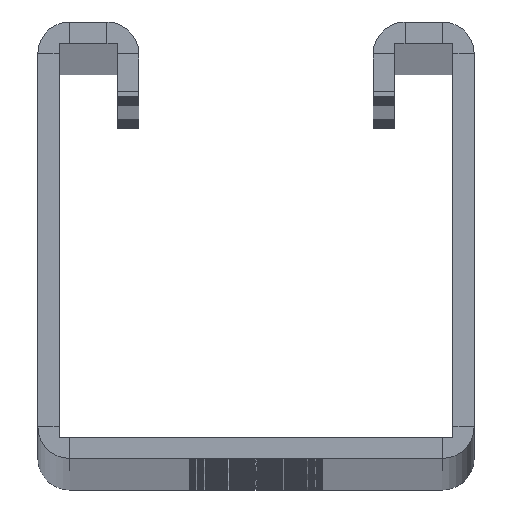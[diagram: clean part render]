
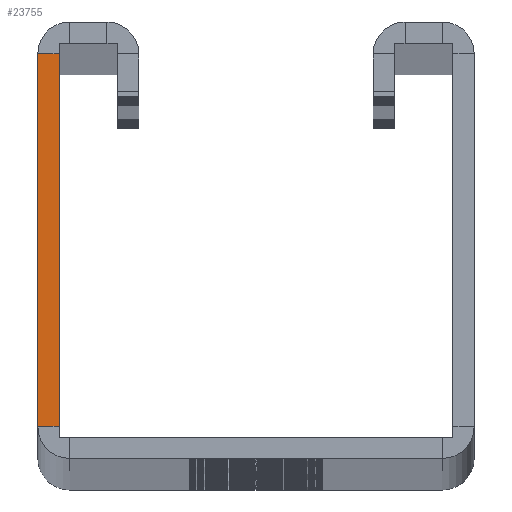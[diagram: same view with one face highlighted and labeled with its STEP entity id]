
A CAD part, top view. The second image highlights one B-rep face of the part: STEP entity #23755.
In plain terms, the highlighted planar face has unit normal (0, 0, 1).
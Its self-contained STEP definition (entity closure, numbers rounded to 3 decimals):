
#1071 = VECTOR ( 'NONE', #49004, 1000. ) ;
#1879 = ORIENTED_EDGE ( 'NONE', *, *, #20403, .T. ) ;
#3590 = VECTOR ( 'NONE', #58674, 1000. ) ;
#6915 = VERTEX_POINT ( 'NONE', #61405 ) ;
#8113 = LINE ( 'NONE', #32867, #41975 ) ;
#9717 = CARTESIAN_POINT ( 'NONE',  ( -17.5, 2., 0. ) ) ;
#11883 = DIRECTION ( 'NONE',  ( 0., 1., 0. ) ) ;
#14110 = FACE_OUTER_BOUND ( 'NONE', #67197, .T. ) ;
#14792 = PLANE ( 'NONE',  #15900 ) ;
#15012 = DIRECTION ( 'NONE',  ( 0., 0., 1. ) ) ;
#15091 = LINE ( 'NONE', #54087, #1071 ) ;
#15753 = VERTEX_POINT ( 'NONE', #18892 ) ;
#15900 = AXIS2_PLACEMENT_3D ( 'NONE', #9717, #15012, #51981 ) ;
#17644 = EDGE_CURVE ( 'NONE', #6915, #52274, #8113, .T. ) ;
#18892 = CARTESIAN_POINT ( 'NONE',  ( -20.5, 38., 0. ) ) ;
#20403 = EDGE_CURVE ( 'NONE', #29493, #6915, #56440, .T. ) ;
#23605 = EDGE_CURVE ( 'NONE', #52274, #15753, #42197, .T. ) ;
#23755 = ADVANCED_FACE ( 'NONE', ( #14110 ), #14792, .T. ) ;
#24310 = ORIENTED_EDGE ( 'NONE', *, *, #17644, .T. ) ;
#26882 = CARTESIAN_POINT ( 'NONE',  ( -18.5, 38., 0. ) ) ;
#27971 = ORIENTED_EDGE ( 'NONE', *, *, #34840, .F. ) ;
#29493 = VERTEX_POINT ( 'NONE', #30697 ) ;
#30697 = CARTESIAN_POINT ( 'NONE',  ( -20.5, 3., 0. ) ) ;
#32867 = CARTESIAN_POINT ( 'NONE',  ( -18.5, 0., 0. ) ) ;
#34840 = EDGE_CURVE ( 'NONE', #29493, #15753, #15091, .T. ) ;
#35575 = DIRECTION ( 'NONE',  ( -1., 0., 0. ) ) ;
#41975 = VECTOR ( 'NONE', #11883, 1000. ) ;
#42197 = LINE ( 'NONE', #55896, #58681 ) ;
#49004 = DIRECTION ( 'NONE',  ( 0., 1., 0. ) ) ;
#50733 = ORIENTED_EDGE ( 'NONE', *, *, #23605, .T. ) ;
#51981 = DIRECTION ( 'NONE',  ( 1., 0., 0. ) ) ;
#52274 = VERTEX_POINT ( 'NONE', #26882 ) ;
#54087 = CARTESIAN_POINT ( 'NONE',  ( -20.5, 0., 0. ) ) ;
#55896 = CARTESIAN_POINT ( 'NONE',  ( -18.5, 38., 0. ) ) ;
#56440 = LINE ( 'NONE', #63531, #3590 ) ;
#58674 = DIRECTION ( 'NONE',  ( 1., 0., 0. ) ) ;
#58681 = VECTOR ( 'NONE', #35575, 1000. ) ;
#61405 = CARTESIAN_POINT ( 'NONE',  ( -18.5, 3., 0. ) ) ;
#63531 = CARTESIAN_POINT ( 'NONE',  ( -20.5, 3., 0. ) ) ;
#67197 = EDGE_LOOP ( 'NONE', ( #27971, #1879, #24310, #50733 ) ) ;
